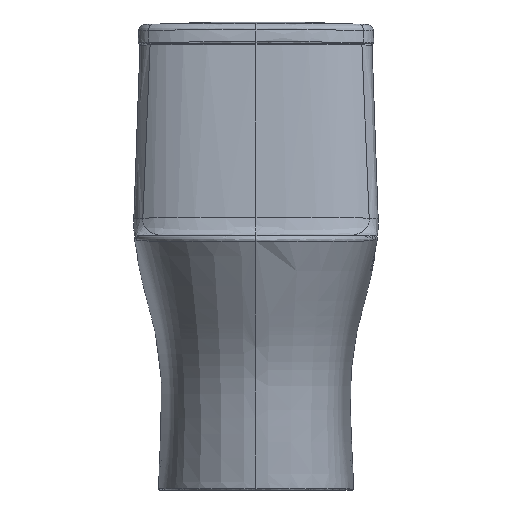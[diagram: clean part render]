
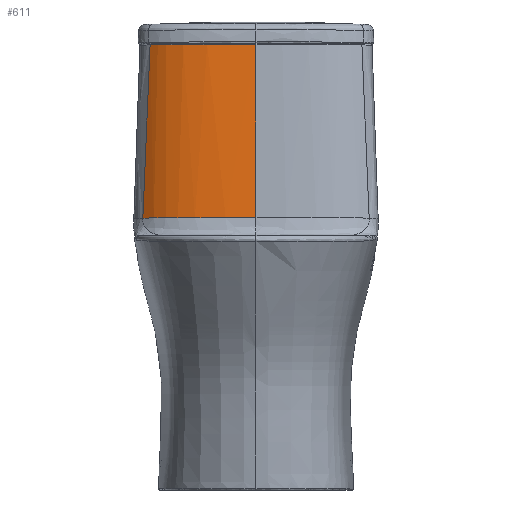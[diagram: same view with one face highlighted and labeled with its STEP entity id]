
A CAD part, front view. The second image highlights one B-rep face of the part: STEP entity #611.
In plain terms, the highlighted free-form (B-spline) face has degree [1, 3] with [2, 28] control points.
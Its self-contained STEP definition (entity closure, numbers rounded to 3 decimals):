
#314=B_SPLINE_SURFACE_WITH_KNOTS('',1,3,((#87933,#87934,#87935,#87936,#87937,
#87938,#87939,#87940,#87941,#87942,#87943,#87944,#87945,#87946,#87947,#87948,
#87949,#87950,#87951,#87952,#87953,#87954,#87955,#87956,#87957,#87958,#87959,
#87960),(#87961,#87962,#87963,#87964,#87965,#87966,#87967,#87968,#87969,
#87970,#87971,#87972,#87973,#87974,#87975,#87976,#87977,#87978,#87979,#87980,
#87981,#87982,#87983,#87984,#87985,#87986,#87987,#87988)),.UNSPECIFIED.,
 .F.,.F.,.F.,(2,2),(4,3,1,2,2,2,2,2,2,2,2,2,2,4),(0.,1.),(0.,0.066,
0.076,0.192,0.249,0.278,
0.307,0.423,0.538,0.596,
0.654,0.769,0.885,1.),.UNSPECIFIED.);
#611=ADVANCED_FACE('',(#918),#314,.F.);
#918=FACE_OUTER_BOUND('',#1236,.T.);
#1236=EDGE_LOOP('',(#2573,#2574,#2575,#2576,#2577,#2578));
#2573=ORIENTED_EDGE('',*,*,#4071,.T.);
#2574=ORIENTED_EDGE('',*,*,#4107,.T.);
#2575=ORIENTED_EDGE('',*,*,#3782,.T.);
#2576=ORIENTED_EDGE('',*,*,#4108,.T.);
#2577=ORIENTED_EDGE('',*,*,#4109,.T.);
#2578=ORIENTED_EDGE('',*,*,#4110,.T.);
#3160=VERTEX_POINT('',#33281);
#3161=VERTEX_POINT('',#33304);
#3342=VERTEX_POINT('',#87534);
#3343=VERTEX_POINT('',#87545);
#3368=VERTEX_POINT('',#87927);
#3369=VERTEX_POINT('',#87930);
#3782=EDGE_CURVE('',#3161,#3160,#4559,.T.);
#4071=EDGE_CURVE('',#3343,#3342,#4811,.T.);
#4107=EDGE_CURVE('',#3342,#3161,#4828,.T.);
#4108=EDGE_CURVE('',#3160,#3368,#4829,.T.);
#4109=EDGE_CURVE('',#3368,#3369,#4830,.T.);
#4110=EDGE_CURVE('',#3369,#3343,#4831,.T.);
#4559=B_SPLINE_CURVE_WITH_KNOTS('',3,(#33282,#33283,#33284,#33285,#33286,
#33287,#33288,#33289,#33290,#33291,#33292,#33293,#33294,#33295,#33296,#33297,
#33298,#33299,#33300,#33301,#33302,#33303),.UNSPECIFIED.,.F.,.F.,(4,2,2,
2,2,2,2,2,2,2,4),(0.,0.154,0.232,0.271,
0.311,0.467,0.624,0.702,
0.781,0.937,1.),.UNSPECIFIED.);
#4811=B_SPLINE_CURVE_WITH_KNOTS('',3,(#87535,#87536,#87537,#87538,#87539,
#87540,#87541,#87542,#87543,#87544),.UNSPECIFIED.,.F.,.F.,(4,2,2,2,4),(0.,
0.25,0.5,0.75,1.),.UNSPECIFIED.);
#4828=B_SPLINE_CURVE_WITH_KNOTS('',3,(#87918,#87919,#87920,#87921,#87922,
#87923,#87924),.UNSPECIFIED.,.F.,.F.,(4,3,4),(0.,0.454,1.),
 .UNSPECIFIED.);
#4829=B_SPLINE_CURVE_WITH_KNOTS('',1,(#87925,#87926),.UNSPECIFIED.,.F.,
 .F.,(2,2),(0.,1.),.UNSPECIFIED.);
#4830=B_SPLINE_CURVE_WITH_KNOTS('',1,(#87928,#87929),.UNSPECIFIED.,.F.,
 .F.,(2,2),(0.,1.),.UNSPECIFIED.);
#4831=B_SPLINE_CURVE_WITH_KNOTS('',1,(#87931,#87932),.UNSPECIFIED.,.F.,
 .F.,(2,2),(0.,1.),.UNSPECIFIED.);
#33281=CARTESIAN_POINT('',(0.,25.17,18.87));
#33282=CARTESIAN_POINT('',(-173.513,65.109,18.173));
#33283=CARTESIAN_POINT('',(-166.063,58.645,18.286));
#33284=CARTESIAN_POINT('',(-158.021,53.252,18.38));
#33285=CARTESIAN_POINT('',(-145.238,46.445,18.499));
#33286=CARTESIAN_POINT('',(-140.818,44.377,18.535));
#33287=CARTESIAN_POINT('',(-134.044,41.579,18.584));
#33288=CARTESIAN_POINT('',(-131.756,40.695,18.599));
#33289=CARTESIAN_POINT('',(-127.173,39.036,18.628));
#33290=CARTESIAN_POINT('',(-124.877,38.259,18.641));
#33291=CARTESIAN_POINT('',(-113.373,34.615,18.705));
#33292=CARTESIAN_POINT('',(-104.102,32.457,18.743));
#33293=CARTESIAN_POINT('',(-85.498,29.144,18.801));
#33294=CARTESIAN_POINT('',(-76.161,27.988,18.821));
#33295=CARTESIAN_POINT('',(-62.124,26.761,18.842));
#33296=CARTESIAN_POINT('',(-57.441,26.437,18.848));
#33297=CARTESIAN_POINT('',(-48.106,25.924,18.857));
#33298=CARTESIAN_POINT('',(-43.451,25.734,18.86));
#33299=CARTESIAN_POINT('',(-29.516,25.308,18.868));
#33300=CARTESIAN_POINT('',(-20.267,25.216,18.869));
#33301=CARTESIAN_POINT('',(-7.367,25.175,18.87));
#33302=CARTESIAN_POINT('',(-3.682,25.17,18.87));
#33303=CARTESIAN_POINT('',(0.,25.17,18.87));
#33304=CARTESIAN_POINT('',(-173.514,65.109,18.173));
#87534=CARTESIAN_POINT('',(-162.326,72.567,283.622));
#87535=CARTESIAN_POINT('',(0.,39.075,284.206));
#87536=CARTESIAN_POINT('',(-14.07,39.078,284.206));
#87537=CARTESIAN_POINT('',(-28.139,39.105,284.206));
#87538=CARTESIAN_POINT('',(-56.252,40.127,284.188));
#87539=CARTESIAN_POINT('',(-70.329,41.125,284.17));
#87540=CARTESIAN_POINT('',(-98.035,45.112,284.101));
#87541=CARTESIAN_POINT('',(-111.7,48.058,284.049));
#87542=CARTESIAN_POINT('',(-138.336,57.454,283.885));
#87543=CARTESIAN_POINT('',(-151.143,63.949,283.772));
#87544=CARTESIAN_POINT('',(-162.326,72.567,283.622));
#87545=CARTESIAN_POINT('',(0.,39.075,284.206));
#87918=CARTESIAN_POINT('',(-162.326,72.567,283.622));
#87919=CARTESIAN_POINT('',(-164.049,71.422,243.444));
#87920=CARTESIAN_POINT('',(-165.758,70.285,203.266));
#87921=CARTESIAN_POINT('',(-167.454,69.156,163.088));
#87922=CARTESIAN_POINT('',(-169.492,67.798,114.784));
#87923=CARTESIAN_POINT('',(-171.511,66.449,66.479));
#87924=CARTESIAN_POINT('',(-173.513,65.109,18.173));
#87925=CARTESIAN_POINT('',(0.,25.17,18.87));
#87926=CARTESIAN_POINT('',(0.,25.178,19.021));
#87927=CARTESIAN_POINT('',(0.,25.178,19.021));
#87928=CARTESIAN_POINT('',(0.001,25.178,19.021));
#87929=CARTESIAN_POINT('',(-0.001,39.074,284.175));
#87930=CARTESIAN_POINT('',(0.,39.074,284.175));
#87931=CARTESIAN_POINT('',(0.,39.074,284.175));
#87932=CARTESIAN_POINT('',(0.,39.075,284.206));
#87933=CARTESIAN_POINT('',(-191.078,75.385,-69.273));
#87934=CARTESIAN_POINT('',(-186.672,71.381,-69.203));
#87935=CARTESIAN_POINT('',(-182.266,67.377,-69.134));
#87936=CARTESIAN_POINT('',(-177.86,63.373,-69.064));
#87937=CARTESIAN_POINT('',(-177.216,62.789,-69.053));
#87938=CARTESIAN_POINT('',(-168.87,55.329,-68.923));
#87939=CARTESIAN_POINT('',(-159.791,49.221,-68.817));
#87940=CARTESIAN_POINT('',(-146.577,42.183,-68.694));
#87941=CARTESIAN_POINT('',(-142.067,40.074,-68.657));
#87942=CARTESIAN_POINT('',(-135.164,37.223,-68.607));
#87943=CARTESIAN_POINT('',(-132.834,36.323,-68.591));
#87944=CARTESIAN_POINT('',(-128.171,34.634,-68.562));
#87945=CARTESIAN_POINT('',(-125.835,33.844,-68.548));
#87946=CARTESIAN_POINT('',(-114.142,30.14,-68.484));
#87947=CARTESIAN_POINT('',(-104.743,27.954,-68.445));
#87948=CARTESIAN_POINT('',(-85.925,24.603,-68.387));
#87949=CARTESIAN_POINT('',(-76.5,23.437,-68.367));
#87950=CARTESIAN_POINT('',(-62.353,22.2,-68.345));
#87951=CARTESIAN_POINT('',(-57.636,21.874,-68.339));
#87952=CARTESIAN_POINT('',(-48.245,21.358,-68.33));
#87953=CARTESIAN_POINT('',(-43.566,21.167,-68.327));
#87954=CARTESIAN_POINT('',(-29.568,20.739,-68.319));
#87955=CARTESIAN_POINT('',(-20.29,20.647,-68.318));
#87956=CARTESIAN_POINT('',(-1.848,20.588,-68.317));
#87957=CARTESIAN_POINT('',(7.309,20.603,-68.317));
#87958=CARTESIAN_POINT('',(25.659,20.628,-68.317));
#87959=CARTESIAN_POINT('',(34.833,20.651,-68.318));
#87960=CARTESIAN_POINT('',(44.007,20.682,-68.318));
#87961=CARTESIAN_POINT('',(-180.584,90.705,315.076));
#87962=CARTESIAN_POINT('',(-176.658,87.137,315.138));
#87963=CARTESIAN_POINT('',(-172.731,83.568,315.2));
#87964=CARTESIAN_POINT('',(-168.804,80.,315.263));
#87965=CARTESIAN_POINT('',(-168.231,79.479,315.272));
#87966=CARTESIAN_POINT('',(-160.789,72.829,315.388));
#87967=CARTESIAN_POINT('',(-152.655,67.345,315.483));
#87968=CARTESIAN_POINT('',(-140.675,60.964,315.595));
#87969=CARTESIAN_POINT('',(-136.561,59.039,315.628));
#87970=CARTESIAN_POINT('',(-130.226,56.422,315.674));
#87971=CARTESIAN_POINT('',(-128.082,55.594,315.689));
#87972=CARTESIAN_POINT('',(-123.776,54.034,315.716));
#87973=CARTESIAN_POINT('',(-121.613,53.303,315.729));
#87974=CARTESIAN_POINT('',(-110.752,49.862,315.789));
#87975=CARTESIAN_POINT('',(-101.916,47.8,315.825));
#87976=CARTESIAN_POINT('',(-84.043,44.618,315.88));
#87977=CARTESIAN_POINT('',(-75.006,43.496,315.9));
#87978=CARTESIAN_POINT('',(-61.345,42.301,315.921));
#87979=CARTESIAN_POINT('',(-56.773,41.985,315.926));
#87980=CARTESIAN_POINT('',(-47.634,41.483,315.935));
#87981=CARTESIAN_POINT('',(-43.062,41.296,315.938));
#87982=CARTESIAN_POINT('',(-29.341,40.876,315.945));
#87983=CARTESIAN_POINT('',(-20.187,40.785,315.947));
#87984=CARTESIAN_POINT('',(-1.866,40.727,315.948));
#87985=CARTESIAN_POINT('',(7.301,40.741,315.948));
#87986=CARTESIAN_POINT('',(25.631,40.766,315.947));
#87987=CARTESIAN_POINT('',(34.796,40.789,315.947));
#87988=CARTESIAN_POINT('',(43.961,40.82,315.946));
